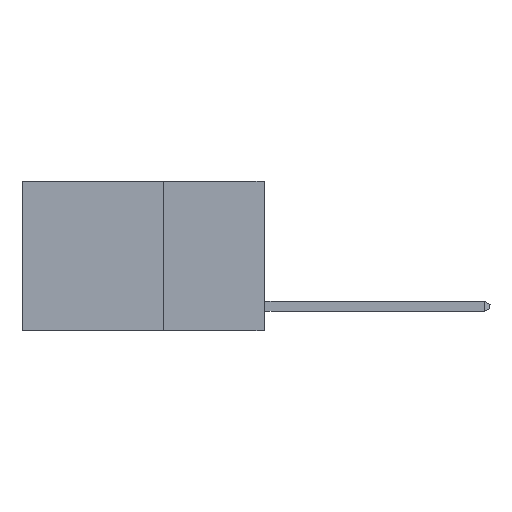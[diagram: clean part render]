
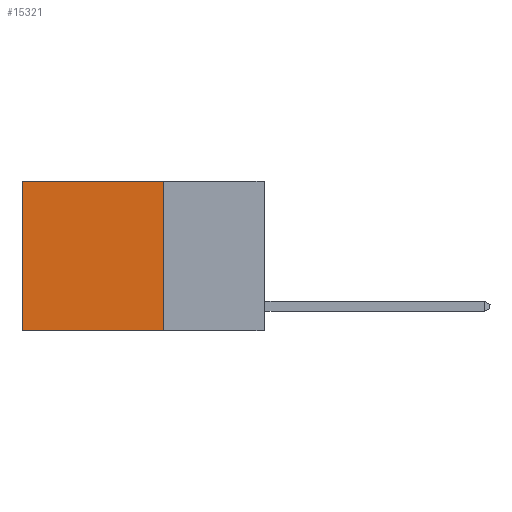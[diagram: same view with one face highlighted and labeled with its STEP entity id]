
A CAD part, left-side view. The second image highlights one B-rep face of the part: STEP entity #15321.
In plain terms, the highlighted planar face has unit normal (-1, 0, 0).
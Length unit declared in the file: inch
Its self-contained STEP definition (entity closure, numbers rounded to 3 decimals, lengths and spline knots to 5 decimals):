
#233 = LINE ( 'NONE', #9224, #13179 ) ;
#2337 = FACE_OUTER_BOUND ( 'NONE', #4433, .T. ) ;
#3533 = DIRECTION ( 'NONE',  ( 0., 0., -1. ) ) ;
#4131 = EDGE_CURVE ( 'NONE', #5378, #5406, #4219, .T. ) ;
#4219 = LINE ( 'NONE', #5495, #9558 ) ;
#4433 = EDGE_LOOP ( 'NONE', ( #5145, #16506, #14295, #13887 ) ) ;
#4614 = VERTEX_POINT ( 'NONE', #10744 ) ;
#4927 = CARTESIAN_POINT ( 'NONE',  ( 0.2625, 0.25, 0. ) ) ;
#5145 = ORIENTED_EDGE ( 'NONE', *, *, #8466, .T. ) ;
#5258 = CARTESIAN_POINT ( 'NONE',  ( 0.2625, 0.6, -0.37 ) ) ;
#5378 = VERTEX_POINT ( 'NONE', #12022 ) ;
#5406 = VERTEX_POINT ( 'NONE', #15838 ) ;
#5495 = CARTESIAN_POINT ( 'NONE',  ( 0.2625, 0.25, 0. ) ) ;
#6384 = EDGE_CURVE ( 'NONE', #4614, #13058, #8887, .T. ) ;
#6754 = DIRECTION ( 'NONE',  ( 0., 1., 0. ) ) ;
#6836 = VECTOR ( 'NONE', #11804, 39.37008 ) ;
#7572 = PLANE ( 'NONE',  #10096 ) ;
#7657 = LINE ( 'NONE', #9182, #10728 ) ;
#8466 = EDGE_CURVE ( 'NONE', #5406, #13058, #7657, .T. ) ;
#8887 = LINE ( 'NONE', #13164, #6836 ) ;
#9182 = CARTESIAN_POINT ( 'NONE',  ( 0.2625, 0.6, 0. ) ) ;
#9224 = CARTESIAN_POINT ( 'NONE',  ( 0.2625, 0.25, 0. ) ) ;
#9558 = VECTOR ( 'NONE', #6754, 39.37008 ) ;
#10096 = AXIS2_PLACEMENT_3D ( 'NONE', #4927, #14153, #3533 ) ;
#10728 = VECTOR ( 'NONE', #15844, 39.37008 ) ;
#10744 = CARTESIAN_POINT ( 'NONE',  ( 0.2625, 0.25, -0.37 ) ) ;
#11804 = DIRECTION ( 'NONE',  ( 0., 1., 0. ) ) ;
#12022 = CARTESIAN_POINT ( 'NONE',  ( 0.2625, 0.25, 0. ) ) ;
#13058 = VERTEX_POINT ( 'NONE', #5258 ) ;
#13164 = CARTESIAN_POINT ( 'NONE',  ( 0.2625, 0.25, -0.37 ) ) ;
#13179 = VECTOR ( 'NONE', #16883, 39.37008 ) ;
#13887 = ORIENTED_EDGE ( 'NONE', *, *, #4131, .T. ) ;
#14153 = DIRECTION ( 'NONE',  ( 1., 0., 0. ) ) ;
#14276 = EDGE_CURVE ( 'NONE', #5378, #4614, #233, .T. ) ;
#14295 = ORIENTED_EDGE ( 'NONE', *, *, #14276, .F. ) ;
#15321 = ADVANCED_FACE ( 'NONE', ( #2337 ), #7572, .F. ) ;
#15838 = CARTESIAN_POINT ( 'NONE',  ( 0.2625, 0.6, 0. ) ) ;
#15844 = DIRECTION ( 'NONE',  ( 0., 0., -1. ) ) ;
#16506 = ORIENTED_EDGE ( 'NONE', *, *, #6384, .F. ) ;
#16883 = DIRECTION ( 'NONE',  ( 0., 0., -1. ) ) ;
